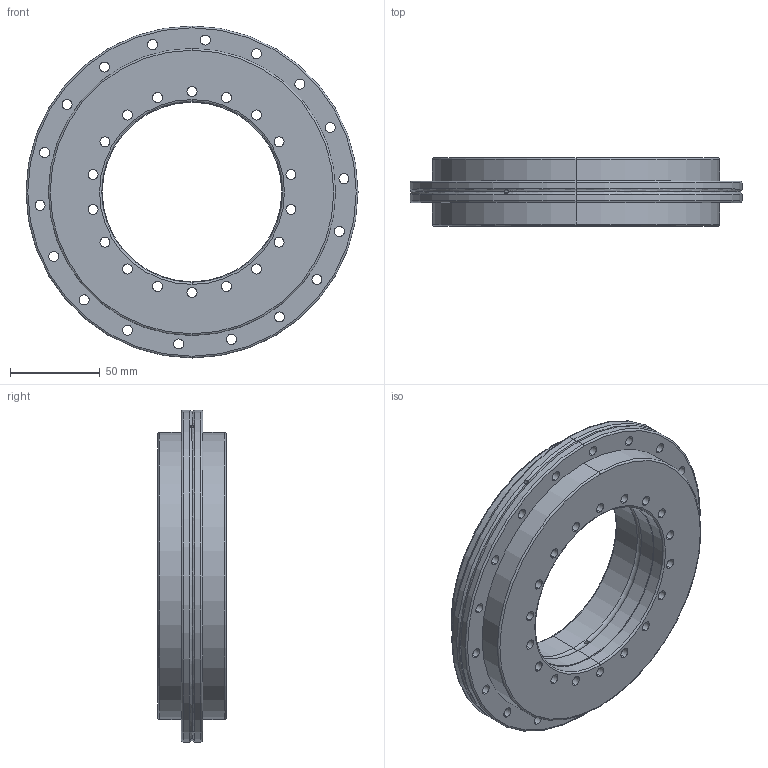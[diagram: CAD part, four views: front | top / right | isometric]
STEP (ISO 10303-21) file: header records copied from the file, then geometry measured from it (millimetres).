
FILE_DESCRIPTION (( 'STEP AP214' ), '1' );
FILE_NAME ('YRT100.STEP', '2015-03-04T06:09:41', ( 'User' ), ( 'china' ), 'SwSTEP 2.0', 'SolidWorks 2010', '' );
FILE_SCHEMA (( 'AUTOMOTIVE_DESIGN' ));
Length unit declared in the file: millimetre
Products named in the file (1): YRT100
Bounding box: 185 x 38 x 185 mm (x, y, z)
Volume: 516119.1 mm3; surface area: 84982.5 mm2
Topology: 1 solids, 1 shells, 177 faces, 466 edges, 296 vertices
Faces by surface type: cylinder 126, plane 25, torus 22, bspline 4
Entity records: 6583 total; most frequent: CARTESIAN_POINT 1789, DIRECTION 1110, ORIENTED_EDGE 932, AXIS2_PLACEMENT_3D 490, EDGE_CURVE 466, CIRCLE 316, VERTEX_POINT 296, EDGE_LOOP 256
